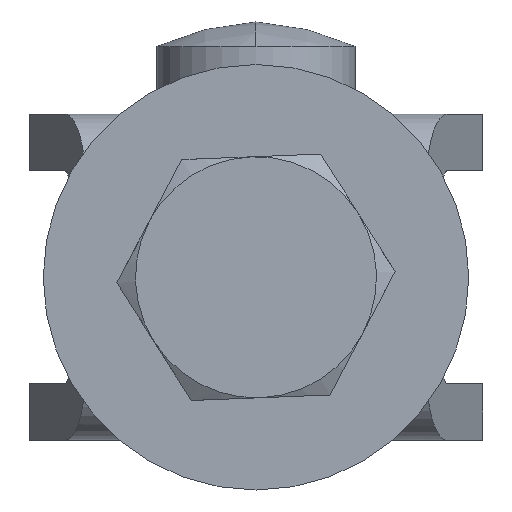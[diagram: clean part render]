
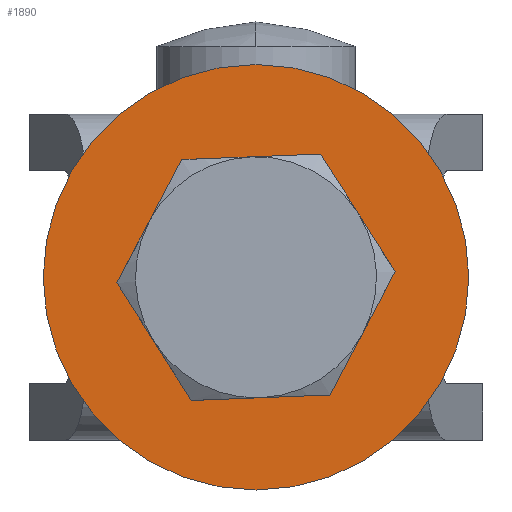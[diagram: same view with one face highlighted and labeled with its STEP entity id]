
A CAD part, front view. The second image highlights one B-rep face of the part: STEP entity #1890.
In plain terms, the highlighted planar face has unit normal (0, -1, 0).
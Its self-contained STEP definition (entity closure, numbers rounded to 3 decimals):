
#29 = DIRECTION ( 'NONE',  ( 0., 0., -1. ) ) ;
#62 = PLANE ( 'NONE',  #1141 ) ;
#85 = ORIENTED_EDGE ( 'NONE', *, *, #1118, .T. ) ;
#102 = CIRCLE ( 'NONE', #356, 15. ) ;
#137 = EDGE_LOOP ( 'NONE', ( #770, #682 ) ) ;
#196 = CARTESIAN_POINT ( 'NONE',  ( 15.233, 5.526, 31.778 ) ) ;
#223 = DIRECTION ( 'NONE',  ( 0., 0., -1. ) ) ;
#288 = FACE_OUTER_BOUND ( 'NONE', #735, .T. ) ;
#356 = AXIS2_PLACEMENT_3D ( 'NONE', #1396, #1255, #750 ) ;
#387 = CARTESIAN_POINT ( 'NONE',  ( 15.233, 5.526, 46.778 ) ) ;
#447 = CIRCLE ( 'NONE', #1730, 5.25 ) ;
#562 = CARTESIAN_POINT ( 'NONE',  ( 15.233, 5.526, 37.028 ) ) ;
#610 = CARTESIAN_POINT ( 'NONE',  ( 20.483, 5.526, 31.778 ) ) ;
#624 = CARTESIAN_POINT ( 'NONE',  ( 15.233, 5.526, 31.778 ) ) ;
#682 = ORIENTED_EDGE ( 'NONE', *, *, #1736, .F. ) ;
#735 = EDGE_LOOP ( 'NONE', ( #85, #1096 ) ) ;
#750 = DIRECTION ( 'NONE',  ( 0., 0., -1. ) ) ;
#770 = ORIENTED_EDGE ( 'NONE', *, *, #1322, .F. ) ;
#845 = VERTEX_POINT ( 'NONE', #1816 ) ;
#896 = AXIS2_PLACEMENT_3D ( 'NONE', #624, #1491, #1666 ) ;
#1045 = AXIS2_PLACEMENT_3D ( 'NONE', #196, #1391, #29 ) ;
#1080 = VERTEX_POINT ( 'NONE', #562 ) ;
#1096 = ORIENTED_EDGE ( 'NONE', *, *, #1982, .T. ) ;
#1118 = EDGE_CURVE ( 'NONE', #1489, #1166, #102, .T. ) ;
#1141 = AXIS2_PLACEMENT_3D ( 'NONE', #610, #1796, #1959 ) ;
#1166 = VERTEX_POINT ( 'NONE', #387 ) ;
#1255 = DIRECTION ( 'NONE',  ( 0., -1., 0. ) ) ;
#1292 = CIRCLE ( 'NONE', #896, 15. ) ;
#1322 = EDGE_CURVE ( 'NONE', #845, #1080, #1813, .T. ) ;
#1391 = DIRECTION ( 'NONE',  ( 0., -1., 0. ) ) ;
#1396 = CARTESIAN_POINT ( 'NONE',  ( 15.233, 5.526, 31.778 ) ) ;
#1489 = VERTEX_POINT ( 'NONE', #1845 ) ;
#1491 = DIRECTION ( 'NONE',  ( 0., -1., 0. ) ) ;
#1666 = DIRECTION ( 'NONE',  ( 0., 0., -1. ) ) ;
#1730 = AXIS2_PLACEMENT_3D ( 'NONE', #1735, #1765, #223 ) ;
#1735 = CARTESIAN_POINT ( 'NONE',  ( 15.233, 5.526, 31.778 ) ) ;
#1736 = EDGE_CURVE ( 'NONE', #1080, #845, #447, .T. ) ;
#1765 = DIRECTION ( 'NONE',  ( 0., -1., 0. ) ) ;
#1796 = DIRECTION ( 'NONE',  ( 0., -1., 0. ) ) ;
#1813 = CIRCLE ( 'NONE', #1045, 5.25 ) ;
#1816 = CARTESIAN_POINT ( 'NONE',  ( 15.233, 5.526, 26.528 ) ) ;
#1845 = CARTESIAN_POINT ( 'NONE',  ( 15.233, 5.526, 16.778 ) ) ;
#1890 = ADVANCED_FACE ( 'NONE', ( #288, #2187 ), #62, .T. ) ;
#1959 = DIRECTION ( 'NONE',  ( 0., 0., -1. ) ) ;
#1982 = EDGE_CURVE ( 'NONE', #1166, #1489, #1292, .T. ) ;
#2187 = FACE_BOUND ( 'NONE', #137, .T. ) ;
